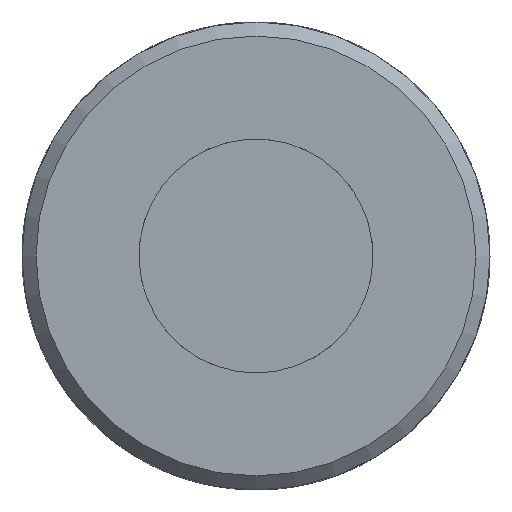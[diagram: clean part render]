
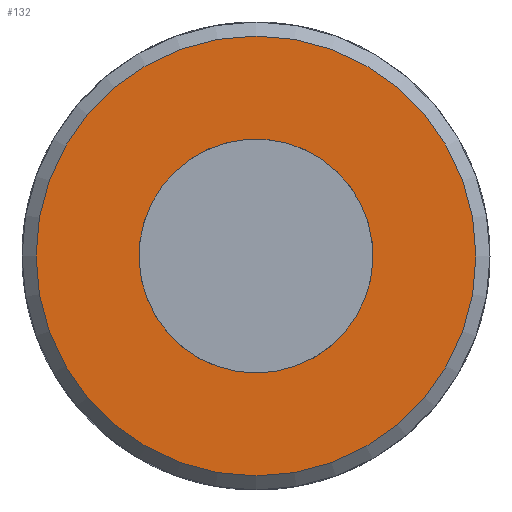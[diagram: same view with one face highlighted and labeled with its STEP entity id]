
A CAD part, left-side view. The second image highlights one B-rep face of the part: STEP entity #132.
In plain terms, the highlighted planar face has unit normal (-1, 0, 0).
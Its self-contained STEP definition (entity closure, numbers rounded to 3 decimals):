
#132 = ADVANCED_FACE( '', ( #259, #260 ), #261, .F. );
#259 = FACE_OUTER_BOUND( '', #407, .T. );
#260 = FACE_BOUND( '', #408, .T. );
#261 = PLANE( '', #409 );
#407 = EDGE_LOOP( '', ( #591 ) );
#408 = EDGE_LOOP( '', ( #592 ) );
#409 = AXIS2_PLACEMENT_3D( '', #593, #594, #595 );
#591 = ORIENTED_EDGE( '', *, *, #831, .F. );
#592 = ORIENTED_EDGE( '', *, *, #832, .T. );
#593 = CARTESIAN_POINT( '', ( 0., 0., 0. ) );
#594 = DIRECTION( '', ( 1., 0., 0. ) );
#595 = DIRECTION( '', ( 0., 0., -1. ) );
#831 = EDGE_CURVE( '', #962, #962, #963, .T. );
#832 = EDGE_CURVE( '', #964, #964, #965, .T. );
#962 = VERTEX_POINT( '', #1198 );
#963 = CIRCLE( '', #1199, 23.5 );
#964 = VERTEX_POINT( '', #1200 );
#965 = CIRCLE( '', #1201, 12.5 );
#1198 = CARTESIAN_POINT( '', ( 0., 0., -23.5 ) );
#1199 = AXIS2_PLACEMENT_3D( '', #1703, #1704, #1705 );
#1200 = CARTESIAN_POINT( '', ( 0., 0., -12.5 ) );
#1201 = AXIS2_PLACEMENT_3D( '', #1706, #1707, #1708 );
#1703 = CARTESIAN_POINT( '', ( 0., 0., 0. ) );
#1704 = DIRECTION( '', ( 1., 0., 0. ) );
#1705 = DIRECTION( '', ( 0., 0., -1. ) );
#1706 = CARTESIAN_POINT( '', ( 0., 0., 0. ) );
#1707 = DIRECTION( '', ( 1., 0., 0. ) );
#1708 = DIRECTION( '', ( 0., 0., -1. ) );
